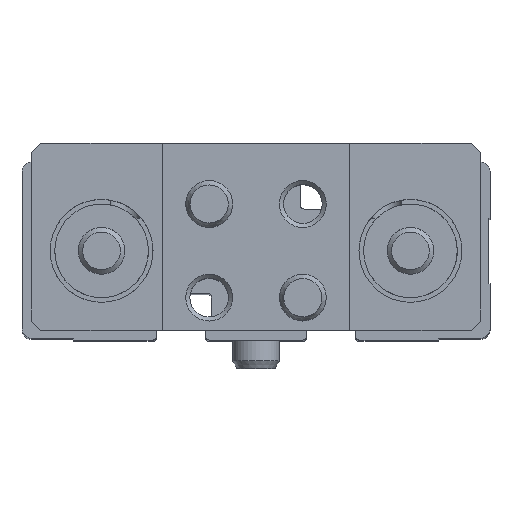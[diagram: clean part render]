
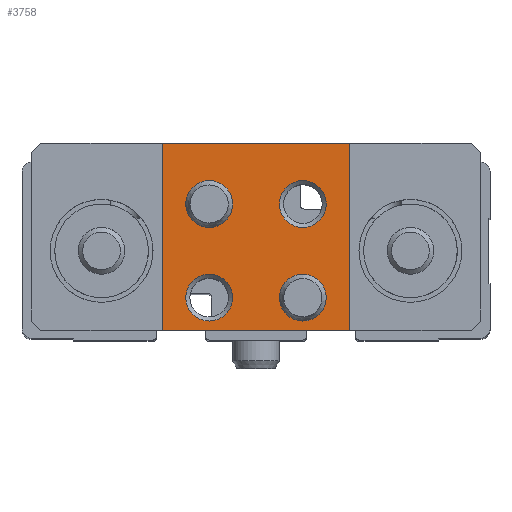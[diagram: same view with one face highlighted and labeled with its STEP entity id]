
A CAD part, top view. The second image highlights one B-rep face of the part: STEP entity #3758.
In plain terms, the highlighted planar face has unit normal (0, 0, 1).
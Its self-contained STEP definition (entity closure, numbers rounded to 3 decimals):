
#174=PLANE('',#4207);
#375=CIRCLE('',#4208,2.5);
#376=CIRCLE('',#4209,2.5);
#377=CIRCLE('',#4210,2.5);
#378=CIRCLE('',#4211,2.5);
#1151=ORIENTED_EDGE('',*,*,#1827,.T.);
#1152=ORIENTED_EDGE('',*,*,#1828,.T.);
#1153=ORIENTED_EDGE('',*,*,#1829,.T.);
#1154=ORIENTED_EDGE('',*,*,#1830,.T.);
#1155=ORIENTED_EDGE('',*,*,#1818,.T.);
#1156=ORIENTED_EDGE('',*,*,#1831,.T.);
#1157=ORIENTED_EDGE('',*,*,#1810,.T.);
#1158=ORIENTED_EDGE('',*,*,#1832,.T.);
#1810=EDGE_CURVE('',#2211,#2218,#2506,.T.);
#1818=EDGE_CURVE('',#2227,#2226,#2514,.T.);
#1827=EDGE_CURVE('',#2235,#2235,#375,.T.);
#1828=EDGE_CURVE('',#2236,#2236,#376,.T.);
#1829=EDGE_CURVE('',#2237,#2237,#377,.T.);
#1830=EDGE_CURVE('',#2238,#2238,#378,.T.);
#1831=EDGE_CURVE('',#2226,#2211,#2523,.T.);
#1832=EDGE_CURVE('',#2218,#2227,#2524,.T.);
#2211=VERTEX_POINT('',#6378);
#2218=VERTEX_POINT('',#6391);
#2226=VERTEX_POINT('',#6409);
#2227=VERTEX_POINT('',#6411);
#2235=VERTEX_POINT('',#6430);
#2236=VERTEX_POINT('',#6432);
#2237=VERTEX_POINT('',#6434);
#2238=VERTEX_POINT('',#6436);
#2506=LINE('',#6392,#2750);
#2514=LINE('',#6410,#2758);
#2523=LINE('',#6437,#2767);
#2524=LINE('',#6438,#2768);
#2750=VECTOR('',#5143,1000.);
#2758=VECTOR('',#5155,1000.);
#2767=VECTOR('',#5176,1000.);
#2768=VECTOR('',#5177,1000.);
#3007=EDGE_LOOP('',(#1151));
#3008=EDGE_LOOP('',(#1152));
#3009=EDGE_LOOP('',(#1153));
#3010=EDGE_LOOP('',(#1154));
#3011=EDGE_LOOP('',(#1155,#1156,#1157,#1158));
#3377=FACE_BOUND('',#3007,.T.);
#3378=FACE_BOUND('',#3008,.T.);
#3379=FACE_BOUND('',#3009,.T.);
#3380=FACE_BOUND('',#3010,.T.);
#3381=FACE_BOUND('',#3011,.T.);
#3758=ADVANCED_FACE('',(#3377,#3378,#3379,#3380,#3381),#174,.T.);
#4207=AXIS2_PLACEMENT_3D('',#6428,#5166,#5167);
#4208=AXIS2_PLACEMENT_3D('',#6429,#5168,#5169);
#4209=AXIS2_PLACEMENT_3D('',#6431,#5170,#5171);
#4210=AXIS2_PLACEMENT_3D('',#6433,#5172,#5173);
#4211=AXIS2_PLACEMENT_3D('',#6435,#5174,#5175);
#5143=DIRECTION('',(-1.,0.,0.));
#5155=DIRECTION('',(1.,0.,0.));
#5166=DIRECTION('',(0.,0.,1.));
#5167=DIRECTION('',(1.,0.,0.));
#5168=DIRECTION('',(0.,0.,-1.));
#5169=DIRECTION('',(-1.,0.,0.));
#5170=DIRECTION('',(0.,0.,-1.));
#5171=DIRECTION('',(-1.,0.,0.));
#5172=DIRECTION('',(0.,0.,-1.));
#5173=DIRECTION('',(-1.,0.,0.));
#5174=DIRECTION('',(0.,0.,-1.));
#5175=DIRECTION('',(-1.,0.,0.));
#5176=DIRECTION('',(0.,1.,0.));
#5177=DIRECTION('',(0.,-1.,0.));
#6378=CARTESIAN_POINT('',(10.,11.5,18.));
#6391=CARTESIAN_POINT('',(-10.,11.5,18.));
#6392=CARTESIAN_POINT('',(24.,11.5,18.));
#6409=CARTESIAN_POINT('',(10.,-8.5,18.));
#6410=CARTESIAN_POINT('',(-24.,-8.5,18.));
#6411=CARTESIAN_POINT('',(-10.,-8.5,18.));
#6428=CARTESIAN_POINT('',(0.,0.,18.));
#6429=CARTESIAN_POINT('',(-5.,-5.,18.));
#6430=CARTESIAN_POINT('',(-7.5,-5.,18.));
#6431=CARTESIAN_POINT('',(-5.,5.,18.));
#6432=CARTESIAN_POINT('',(-7.5,5.,18.));
#6433=CARTESIAN_POINT('',(5.,-5.,18.));
#6434=CARTESIAN_POINT('',(2.5,-5.,18.));
#6435=CARTESIAN_POINT('',(5.,5.,18.));
#6436=CARTESIAN_POINT('',(2.5,5.,18.));
#6437=CARTESIAN_POINT('',(10.,0.,18.));
#6438=CARTESIAN_POINT('',(-10.,0.,18.));
